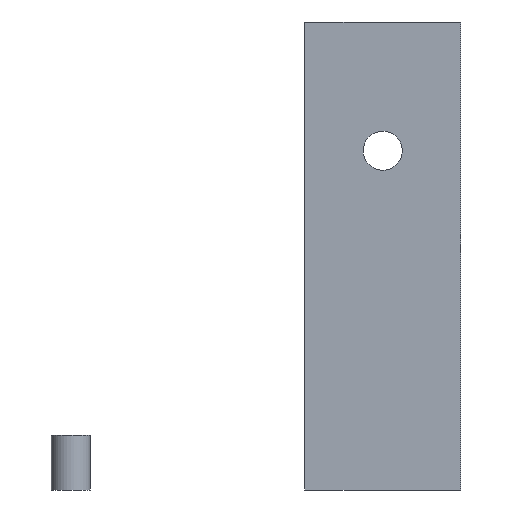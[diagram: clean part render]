
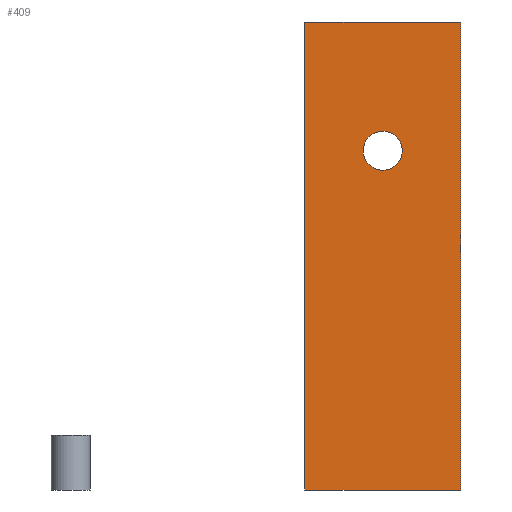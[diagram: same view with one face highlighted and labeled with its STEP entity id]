
A CAD part, front view. The second image highlights one B-rep face of the part: STEP entity #409.
In plain terms, the highlighted planar face has unit normal (0, -1, 0).
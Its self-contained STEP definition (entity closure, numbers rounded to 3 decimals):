
#27=FACE_BOUND('',#76,.T.);
#32=CIRCLE('',#437,2.5);
#49=FACE_OUTER_BOUND('',#75,.T.);
#75=EDGE_LOOP('',(#290,#291,#292,#293));
#76=EDGE_LOOP('',(#294));
#105=LINE('',#618,#146);
#107=LINE('',#622,#148);
#108=LINE('',#624,#149);
#109=LINE('',#625,#150);
#146=VECTOR('',#493,10.);
#148=VECTOR('',#497,10.);
#149=VECTOR('',#498,10.);
#150=VECTOR('',#499,10.);
#187=VERTEX_POINT('',#611);
#188=VERTEX_POINT('',#615);
#189=VERTEX_POINT('',#617);
#190=VERTEX_POINT('',#621);
#191=VERTEX_POINT('',#623);
#225=EDGE_CURVE('',#187,#187,#32,.T.);
#228=EDGE_CURVE('',#189,#188,#105,.T.);
#230=EDGE_CURVE('',#188,#190,#107,.T.);
#231=EDGE_CURVE('',#190,#191,#108,.T.);
#232=EDGE_CURVE('',#191,#189,#109,.T.);
#290=ORIENTED_EDGE('',*,*,#230,.T.);
#291=ORIENTED_EDGE('',*,*,#231,.T.);
#292=ORIENTED_EDGE('',*,*,#232,.T.);
#293=ORIENTED_EDGE('',*,*,#228,.T.);
#294=ORIENTED_EDGE('',*,*,#225,.T.);
#392=PLANE('',#439);
#409=ADVANCED_FACE('',(#49,#27),#392,.T.);
#437=AXIS2_PLACEMENT_3D('',#612,#487,#488);
#439=AXIS2_PLACEMENT_3D('',#620,#495,#496);
#487=DIRECTION('center_axis',(0.,1.,0.));
#488=DIRECTION('ref_axis',(1.,0.,0.));
#493=DIRECTION('',(-1.,0.,0.));
#495=DIRECTION('center_axis',(0.,-1.,0.));
#496=DIRECTION('ref_axis',(1.,0.,0.));
#497=DIRECTION('',(0.,0.,-1.));
#498=DIRECTION('',(1.,0.,0.));
#499=DIRECTION('',(0.,0.,1.));
#611=CARTESIAN_POINT('',(-2.5,-29.5,43.5));
#612=CARTESIAN_POINT('Origin',(0.,-29.5,43.5));
#615=CARTESIAN_POINT('',(-10.,-29.5,60.));
#617=CARTESIAN_POINT('',(10.,-29.5,60.));
#618=CARTESIAN_POINT('',(10.,-29.5,60.));
#620=CARTESIAN_POINT('Origin',(0.,-29.5,30.));
#621=CARTESIAN_POINT('',(-10.,-29.5,0.));
#622=CARTESIAN_POINT('',(-10.,-29.5,60.));
#623=CARTESIAN_POINT('',(10.,-29.5,0.));
#624=CARTESIAN_POINT('',(-10.,-29.5,0.));
#625=CARTESIAN_POINT('',(10.,-29.5,0.));
